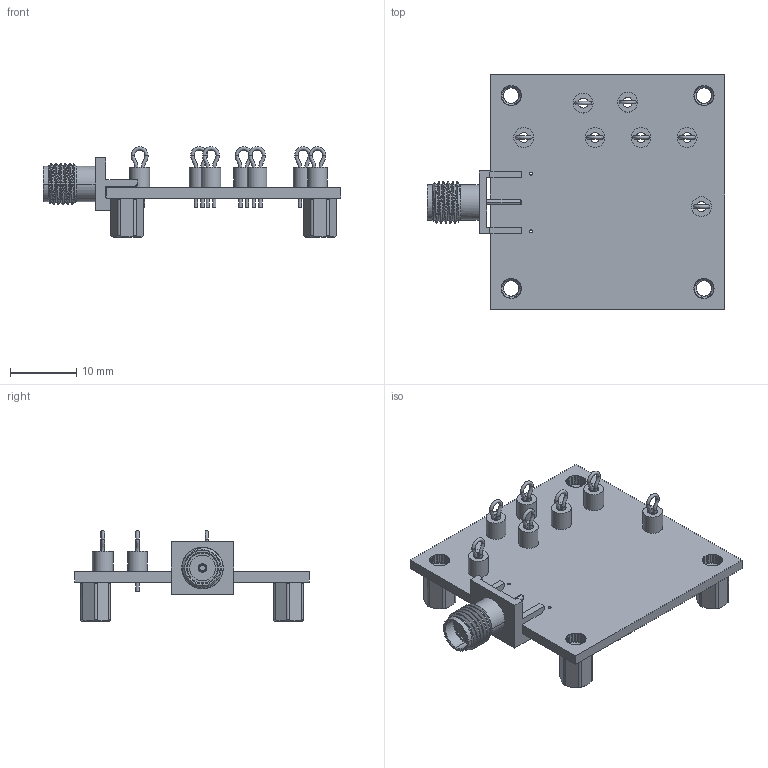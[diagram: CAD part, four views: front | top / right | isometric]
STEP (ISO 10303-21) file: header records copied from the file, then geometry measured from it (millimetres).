
FILE_DESCRIPTION(('KiCad electronic assembly'),'2;1');
FILE_NAME('ADL5902-EVALZ.step','2024-07-25T15:29:09',('Pcbnew'),('Kicad' ),'Open CASCADE STEP processor 7.6','KiCad to STEP converter', 'Unknown');
FILE_SCHEMA(('AUTOMOTIVE_DESIGN { 1 0 10303 214 1 1 1 1 }'));
Length unit declared in the file: millimetre
Products named in the file (8): ADL5902-EVALZ 1; TestPoint_Loop_D2.54mm_Drill1.5mm_Beaded; COMPOUND; 94868A162_Female Threaded Hex Standoff; SOLID; 73251-1153; ADL5902-EVALZ PCB
Assembly tree (16 placements, depth 3):
  ADL5902-EVALZ 1
    TestPoint_Loop_D2.54mm_Drill1.5mm_Beaded  x7
      COMPOUND
    94868A162_Female Threaded Hex Standoff  x4
      SOLID
    73251-1153
      SOLID
    ADL5902-EVALZ PCB
Bounding box: 45.12 x 35.56 x 13.72 mm (x, y, z)
Volume: 2626.8 mm3; surface area: 4722.1 mm2
Topology: 20 solids, 24 shells, 598 faces, 1851 edges, 1314 vertices
Faces by surface type: plane 282, cylinder 205, cone 61, bspline 40, torus 10
Full cylindrical faces by diameter (mm): 0.46 x2, 0.5 x14, 1.5 x14, 3 x7
Entity records: 53342 total; most frequent: CARTESIAN_POINT 28919, DIRECTION 4133, LINE 3155, VECTOR 3155, ORIENTED_EDGE 2550, PCURVE 2550, DEFINITIONAL_REPRESENTATION 2550, EDGE_CURVE 1275
